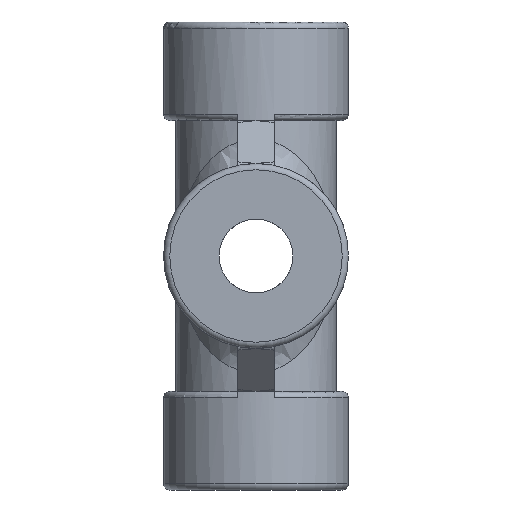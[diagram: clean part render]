
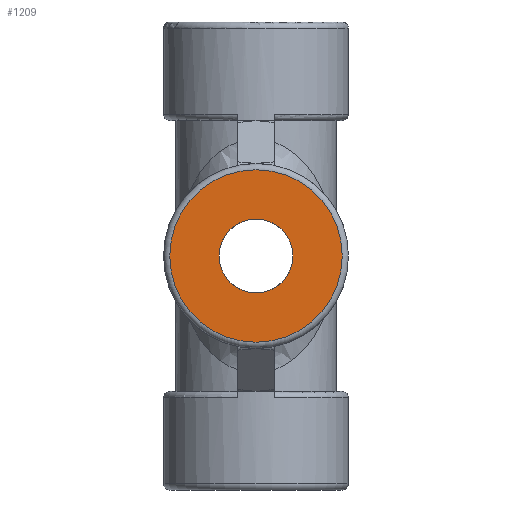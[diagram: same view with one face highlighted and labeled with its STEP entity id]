
A CAD part, front view. The second image highlights one B-rep face of the part: STEP entity #1209.
In plain terms, the highlighted planar face has unit normal (0, -1, 0).
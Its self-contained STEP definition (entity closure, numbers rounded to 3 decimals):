
#120=PLANE('',#1333);
#343=ORIENTED_EDGE('',*,*,#703,.T.);
#344=ORIENTED_EDGE('',*,*,#704,.T.);
#703=EDGE_CURVE('',#873,#873,#957,.F.);
#704=EDGE_CURVE('',#874,#874,#958,.T.);
#873=VERTEX_POINT('',#1851);
#874=VERTEX_POINT('',#1853);
#957=CIRCLE('',#1334,7.);
#958=CIRCLE('',#1335,3.);
#1010=EDGE_LOOP('',(#343));
#1011=EDGE_LOOP('',(#344));
#1102=FACE_BOUND('',#1010,.T.);
#1103=FACE_BOUND('',#1011,.T.);
#1209=ADVANCED_FACE('',(#1102,#1103),#120,.F.);
#1333=AXIS2_PLACEMENT_3D('',#1849,#1543,#1544);
#1334=AXIS2_PLACEMENT_3D('',#1850,#1545,#1546);
#1335=AXIS2_PLACEMENT_3D('',#1852,#1547,#1548);
#1543=DIRECTION('',(0.,1.,0.));
#1544=DIRECTION('',(0.,0.,1.));
#1545=DIRECTION('',(0.,1.,0.));
#1546=DIRECTION('',(0.,0.,1.));
#1547=DIRECTION('',(0.,1.,0.));
#1548=DIRECTION('',(1.,0.,0.));
#1849=CARTESIAN_POINT('',(0.,-19.,0.));
#1850=CARTESIAN_POINT('',(0.,-19.,0.));
#1851=CARTESIAN_POINT('',(0.,-19.,7.));
#1852=CARTESIAN_POINT('',(0.,-19.,0.));
#1853=CARTESIAN_POINT('',(3.,-19.,0.));
